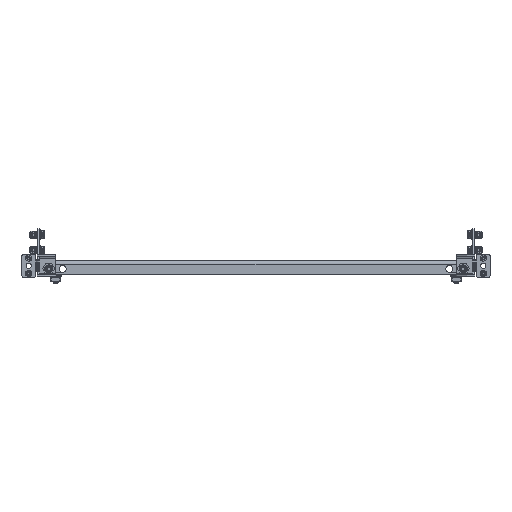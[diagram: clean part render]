
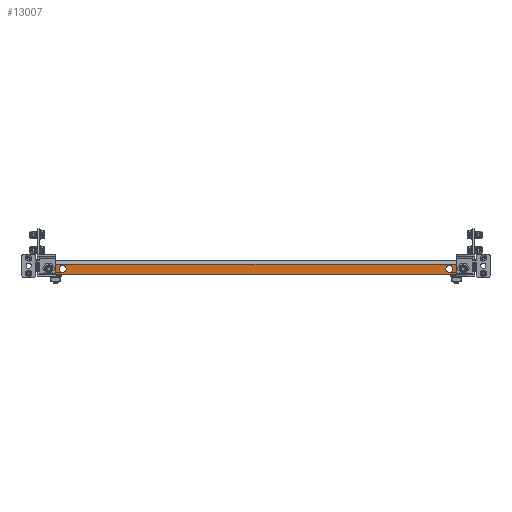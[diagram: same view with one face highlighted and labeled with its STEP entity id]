
A CAD part, front view. The second image highlights one B-rep face of the part: STEP entity #13007.
In plain terms, the highlighted planar face has unit normal (0, -1, 0).
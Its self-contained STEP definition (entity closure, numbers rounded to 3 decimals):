
#247 = CARTESIAN_POINT ( 'NONE',  ( 346.146, -648., 0. ) ) ;
#766 = EDGE_CURVE ( 'NONE', #1031, #3777, #6263, .T. ) ;
#924 = EDGE_CURVE ( 'NONE', #11191, #7114, #17397, .T. ) ;
#929 = AXIS2_PLACEMENT_3D ( 'NONE', #14411, #4381, #8114 ) ;
#1019 = CARTESIAN_POINT ( 'NONE',  ( 335., -648., -10.5 ) ) ;
#1031 = VERTEX_POINT ( 'NONE', #20948 ) ;
#1071 = CIRCLE ( 'NONE', #12638, 5.5 ) ;
#1089 = DIRECTION ( 'NONE',  ( 0., -1., 0. ) ) ;
#1398 = ORIENTED_EDGE ( 'NONE', *, *, #924, .F. ) ;
#1675 = CARTESIAN_POINT ( 'NONE',  ( -346.146, -648., 0. ) ) ;
#1824 = CIRCLE ( 'NONE', #16964, 5. ) ;
#1866 = EDGE_CURVE ( 'NONE', #2901, #18752, #4489, .T. ) ;
#1898 = VECTOR ( 'NONE', #3590, 1000. ) ;
#2094 = ORIENTED_EDGE ( 'NONE', *, *, #20076, .T. ) ;
#2138 = CARTESIAN_POINT ( 'NONE',  ( 346.146, -648., -3.3 ) ) ;
#2375 = ORIENTED_EDGE ( 'NONE', *, *, #3783, .T. ) ;
#2405 = EDGE_LOOP ( 'NONE', ( #5333, #7575 ) ) ;
#2901 = VERTEX_POINT ( 'NONE', #19802 ) ;
#2947 = DIRECTION ( 'NONE',  ( 0., 1., 0. ) ) ;
#3016 = CARTESIAN_POINT ( 'NONE',  ( -312.5, -648., -5. ) ) ;
#3398 = VERTEX_POINT ( 'NONE', #20799 ) ;
#3590 = DIRECTION ( 'NONE',  ( 0., 0., -1. ) ) ;
#3777 = VERTEX_POINT ( 'NONE', #7278 ) ;
#3783 = EDGE_CURVE ( 'NONE', #9399, #17617, #13625, .T. ) ;
#3813 = EDGE_LOOP ( 'NONE', ( #5843, #1398 ) ) ;
#4038 = ORIENTED_EDGE ( 'NONE', *, *, #15108, .T. ) ;
#4126 = FACE_BOUND ( 'NONE', #18748, .T. ) ;
#4219 = DIRECTION ( 'NONE',  ( 0., 0., -1. ) ) ;
#4381 = DIRECTION ( 'NONE',  ( 0., -1., 0. ) ) ;
#4489 = CIRCLE ( 'NONE', #9906, 5.5 ) ;
#4570 = VERTEX_POINT ( 'NONE', #3016 ) ;
#4600 = ORIENTED_EDGE ( 'NONE', *, *, #766, .T. ) ;
#4643 = DIRECTION ( 'NONE',  ( 0., 0., -1. ) ) ;
#4716 = CARTESIAN_POINT ( 'NONE',  ( -312.5, -648., -16. ) ) ;
#4865 = CARTESIAN_POINT ( 'NONE',  ( 341.146, -648., -20. ) ) ;
#5048 = EDGE_LOOP ( 'NONE', ( #2375, #15629, #9190, #20767, #4600, #4038 ) ) ;
#5177 = AXIS2_PLACEMENT_3D ( 'NONE', #14189, #2947, #19264 ) ;
#5319 = CARTESIAN_POINT ( 'NONE',  ( -341.146, -648., -15. ) ) ;
#5331 = DIRECTION ( 'NONE',  ( 0., 0., -1. ) ) ;
#5333 = ORIENTED_EDGE ( 'NONE', *, *, #16022, .T. ) ;
#5843 = ORIENTED_EDGE ( 'NONE', *, *, #14405, .F. ) ;
#5865 = CARTESIAN_POINT ( 'NONE',  ( -335., -648., -5. ) ) ;
#5967 = EDGE_CURVE ( 'NONE', #11892, #4570, #16328, .T. ) ;
#6041 = CARTESIAN_POINT ( 'NONE',  ( -335., -648., -10.5 ) ) ;
#6195 = VERTEX_POINT ( 'NONE', #15996 ) ;
#6263 = LINE ( 'NONE', #1675, #1898 ) ;
#6690 = LINE ( 'NONE', #247, #18587 ) ;
#6780 = CIRCLE ( 'NONE', #14484, 5.5 ) ;
#6801 = CARTESIAN_POINT ( 'NONE',  ( 312.5, -648., -16. ) ) ;
#7002 = DIRECTION ( 'NONE',  ( 1., 0., 0. ) ) ;
#7114 = VERTEX_POINT ( 'NONE', #19959 ) ;
#7193 = EDGE_CURVE ( 'NONE', #6195, #3398, #8030, .T. ) ;
#7278 = CARTESIAN_POINT ( 'NONE',  ( -346.146, -648., -15. ) ) ;
#7301 = ORIENTED_EDGE ( 'NONE', *, *, #15494, .F. ) ;
#7575 = ORIENTED_EDGE ( 'NONE', *, *, #1866, .T. ) ;
#7676 = EDGE_CURVE ( 'NONE', #13145, #14187, #6690, .T. ) ;
#7684 = CARTESIAN_POINT ( 'NONE',  ( -335., -648., -10.5 ) ) ;
#7693 = DIRECTION ( 'NONE',  ( 0., -1., 0. ) ) ;
#8030 = CIRCLE ( 'NONE', #14833, 5.5 ) ;
#8114 = DIRECTION ( 'NONE',  ( 0., 0., -1. ) ) ;
#8163 = VECTOR ( 'NONE', #7002, 1000. ) ;
#8654 = CARTESIAN_POINT ( 'NONE',  ( 341.146, -648., -15. ) ) ;
#8859 = DIRECTION ( 'NONE',  ( 0., 1., 0. ) ) ;
#9190 = ORIENTED_EDGE ( 'NONE', *, *, #7676, .F. ) ;
#9281 = AXIS2_PLACEMENT_3D ( 'NONE', #5319, #10092, #11556 ) ;
#9399 = VERTEX_POINT ( 'NONE', #16302 ) ;
#9524 = DIRECTION ( 'NONE',  ( 0., 0., 1. ) ) ;
#9659 = AXIS2_PLACEMENT_3D ( 'NONE', #19324, #17847, #9524 ) ;
#9906 = AXIS2_PLACEMENT_3D ( 'NONE', #17602, #19038, #4643 ) ;
#10092 = DIRECTION ( 'NONE',  ( 0., -1., 0. ) ) ;
#10367 = DIRECTION ( 'NONE',  ( 0., 0., 1. ) ) ;
#10700 = LINE ( 'NONE', #13444, #8163 ) ;
#10709 = ORIENTED_EDGE ( 'NONE', *, *, #7193, .T. ) ;
#10930 = DIRECTION ( 'NONE',  ( 0., 0., -1. ) ) ;
#10993 = CIRCLE ( 'NONE', #5177, 5.5 ) ;
#11191 = VERTEX_POINT ( 'NONE', #5865 ) ;
#11556 = DIRECTION ( 'NONE',  ( 0., 0., 1. ) ) ;
#11857 = VECTOR ( 'NONE', #20417, 1000. ) ;
#11892 = VERTEX_POINT ( 'NONE', #4716 ) ;
#11970 = CARTESIAN_POINT ( 'NONE',  ( 346.146, -648., -15. ) ) ;
#12638 = AXIS2_PLACEMENT_3D ( 'NONE', #17689, #14576, #16123 ) ;
#13007 = ADVANCED_FACE ( 'NONE', ( #4126, #19821, #16283, #16784, #20856 ), #16227, .F. ) ;
#13145 = VERTEX_POINT ( 'NONE', #2138 ) ;
#13356 = EDGE_LOOP ( 'NONE', ( #19777, #7301 ) ) ;
#13444 = CARTESIAN_POINT ( 'NONE',  ( 349.5, -648., -3.3 ) ) ;
#13625 = LINE ( 'NONE', #15548, #11857 ) ;
#14187 = VERTEX_POINT ( 'NONE', #11970 ) ;
#14189 = CARTESIAN_POINT ( 'NONE',  ( 312.5, -648., -10.5 ) ) ;
#14405 = EDGE_CURVE ( 'NONE', #7114, #11191, #20124, .T. ) ;
#14411 = CARTESIAN_POINT ( 'NONE',  ( -312.5, -648., -10.5 ) ) ;
#14484 = AXIS2_PLACEMENT_3D ( 'NONE', #1019, #8859, #4219 ) ;
#14576 = DIRECTION ( 'NONE',  ( 0., -1., 0. ) ) ;
#14833 = AXIS2_PLACEMENT_3D ( 'NONE', #15588, #15674, #17288 ) ;
#15076 = DIRECTION ( 'NONE',  ( 0., -1., 0. ) ) ;
#15108 = EDGE_CURVE ( 'NONE', #3777, #9399, #18845, .T. ) ;
#15174 = EDGE_CURVE ( 'NONE', #17617, #14187, #1824, .T. ) ;
#15494 = EDGE_CURVE ( 'NONE', #4570, #11892, #1071, .T. ) ;
#15548 = CARTESIAN_POINT ( 'NONE',  ( -349.5, -648., -20. ) ) ;
#15588 = CARTESIAN_POINT ( 'NONE',  ( 335., -648., -10.5 ) ) ;
#15629 = ORIENTED_EDGE ( 'NONE', *, *, #15174, .T. ) ;
#15674 = DIRECTION ( 'NONE',  ( 0., 1., 0. ) ) ;
#15996 = CARTESIAN_POINT ( 'NONE',  ( 335., -648., -5. ) ) ;
#16022 = EDGE_CURVE ( 'NONE', #18752, #2901, #10993, .T. ) ;
#16123 = DIRECTION ( 'NONE',  ( 0., 0., -1. ) ) ;
#16227 = PLANE ( 'NONE',  #9659 ) ;
#16283 = FACE_BOUND ( 'NONE', #3813, .T. ) ;
#16302 = CARTESIAN_POINT ( 'NONE',  ( -341.146, -648., -20. ) ) ;
#16328 = CIRCLE ( 'NONE', #929, 5.5 ) ;
#16503 = AXIS2_PLACEMENT_3D ( 'NONE', #6041, #7693, #17426 ) ;
#16784 = FACE_BOUND ( 'NONE', #13356, .T. ) ;
#16964 = AXIS2_PLACEMENT_3D ( 'NONE', #8654, #15076, #10367 ) ;
#16971 = AXIS2_PLACEMENT_3D ( 'NONE', #7684, #1089, #10930 ) ;
#17220 = EDGE_CURVE ( 'NONE', #1031, #13145, #10700, .T. ) ;
#17288 = DIRECTION ( 'NONE',  ( 0., 0., -1. ) ) ;
#17397 = CIRCLE ( 'NONE', #16503, 5.5 ) ;
#17426 = DIRECTION ( 'NONE',  ( 0., 0., -1. ) ) ;
#17602 = CARTESIAN_POINT ( 'NONE',  ( 312.5, -648., -10.5 ) ) ;
#17617 = VERTEX_POINT ( 'NONE', #4865 ) ;
#17689 = CARTESIAN_POINT ( 'NONE',  ( -312.5, -648., -10.5 ) ) ;
#17847 = DIRECTION ( 'NONE',  ( 0., 1., 0. ) ) ;
#18587 = VECTOR ( 'NONE', #5331, 1000. ) ;
#18748 = EDGE_LOOP ( 'NONE', ( #2094, #10709 ) ) ;
#18752 = VERTEX_POINT ( 'NONE', #6801 ) ;
#18845 = CIRCLE ( 'NONE', #9281, 5. ) ;
#19038 = DIRECTION ( 'NONE',  ( 0., 1., 0. ) ) ;
#19264 = DIRECTION ( 'NONE',  ( 0., 0., -1. ) ) ;
#19324 = CARTESIAN_POINT ( 'NONE',  ( -349.5, -648., 0. ) ) ;
#19777 = ORIENTED_EDGE ( 'NONE', *, *, #5967, .F. ) ;
#19802 = CARTESIAN_POINT ( 'NONE',  ( 312.5, -648., -5. ) ) ;
#19821 = FACE_BOUND ( 'NONE', #2405, .T. ) ;
#19959 = CARTESIAN_POINT ( 'NONE',  ( -335., -648., -16. ) ) ;
#20076 = EDGE_CURVE ( 'NONE', #3398, #6195, #6780, .T. ) ;
#20124 = CIRCLE ( 'NONE', #16971, 5.5 ) ;
#20417 = DIRECTION ( 'NONE',  ( 1., 0., 0. ) ) ;
#20767 = ORIENTED_EDGE ( 'NONE', *, *, #17220, .F. ) ;
#20799 = CARTESIAN_POINT ( 'NONE',  ( 335., -648., -16. ) ) ;
#20856 = FACE_OUTER_BOUND ( 'NONE', #5048, .T. ) ;
#20948 = CARTESIAN_POINT ( 'NONE',  ( -346.146, -648., -3.3 ) ) ;
